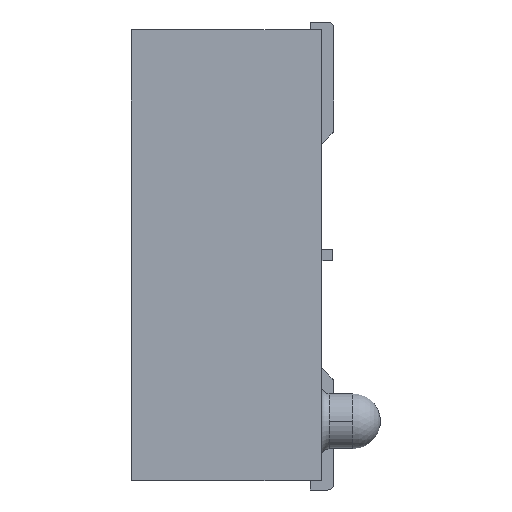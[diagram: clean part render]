
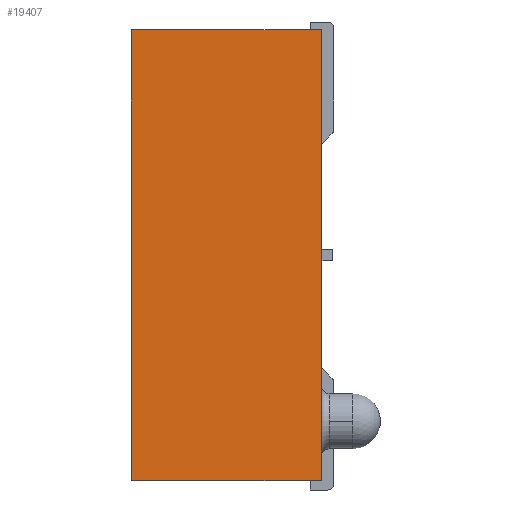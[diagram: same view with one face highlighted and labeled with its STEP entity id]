
A CAD part, left-side view. The second image highlights one B-rep face of the part: STEP entity #19407.
In plain terms, the highlighted planar face has unit normal (-1, 0, 0).
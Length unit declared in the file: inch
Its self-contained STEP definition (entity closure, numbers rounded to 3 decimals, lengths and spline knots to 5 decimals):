
#1409 = ORIENTED_EDGE ( 'NONE', *, *, #11292, .T. ) ;
#1825 = VERTEX_POINT ( 'NONE', #20647 ) ;
#3230 = PLANE ( 'NONE',  #6475 ) ;
#4017 = DIRECTION ( 'NONE',  ( 0., 0., -1. ) ) ;
#4190 = CARTESIAN_POINT ( 'NONE',  ( -0.41875, -0.06, 0.1425 ) ) ;
#4941 = LINE ( 'NONE', #27217, #30713 ) ;
#5845 = DIRECTION ( 'NONE',  ( 0., 0., 1. ) ) ;
#6475 = AXIS2_PLACEMENT_3D ( 'NONE', #26326, #21281, #5845 ) ;
#6521 = EDGE_CURVE ( 'NONE', #19355, #26485, #28662, .T. ) ;
#6879 = DIRECTION ( 'NONE',  ( 0., 0., -1. ) ) ;
#7445 = CARTESIAN_POINT ( 'NONE',  ( -0.41875, 0.06, -0.1425 ) ) ;
#7473 = ORIENTED_EDGE ( 'NONE', *, *, #6521, .F. ) ;
#8952 = EDGE_LOOP ( 'NONE', ( #7473, #20070, #24858, #22806, #1409 ) ) ;
#9179 = VERTEX_POINT ( 'NONE', #31600 ) ;
#10753 = VECTOR ( 'NONE', #21492, 39.37008 ) ;
#10806 = CARTESIAN_POINT ( 'NONE',  ( -0.41875, -0.06, -0.1425 ) ) ;
#11062 = EDGE_CURVE ( 'NONE', #29139, #1825, #13381, .T. ) ;
#11292 = EDGE_CURVE ( 'NONE', #9179, #26485, #4941, .T. ) ;
#11545 = LINE ( 'NONE', #18870, #10753 ) ;
#11966 = DIRECTION ( 'NONE',  ( 0., 1., 0. ) ) ;
#12163 = CARTESIAN_POINT ( 'NONE',  ( -0.41875, -0.06, 0.1425 ) ) ;
#13381 = LINE ( 'NONE', #16272, #18590 ) ;
#14590 = EDGE_CURVE ( 'NONE', #29139, #9179, #11545, .T. ) ;
#15363 = LINE ( 'NONE', #4190, #21441 ) ;
#15424 = EDGE_CURVE ( 'NONE', #1825, #19355, #15363, .T. ) ;
#15472 = FACE_OUTER_BOUND ( 'NONE', #8952, .T. ) ;
#16272 = CARTESIAN_POINT ( 'NONE',  ( -0.41875, -0.06, 0.1425 ) ) ;
#18590 = VECTOR ( 'NONE', #26647, 39.37008 ) ;
#18870 = CARTESIAN_POINT ( 'NONE',  ( -0.41875, -0.06, 0.1425 ) ) ;
#19355 = VERTEX_POINT ( 'NONE', #10806 ) ;
#19407 = ADVANCED_FACE ( 'NONE', ( #15472 ), #3230, .T. ) ;
#20070 = ORIENTED_EDGE ( 'NONE', *, *, #15424, .F. ) ;
#20647 = CARTESIAN_POINT ( 'NONE',  ( -0.41875, -0.06, -0.105 ) ) ;
#21281 = DIRECTION ( 'NONE',  ( -1., 0., 0. ) ) ;
#21441 = VECTOR ( 'NONE', #6879, 39.37008 ) ;
#21492 = DIRECTION ( 'NONE',  ( 0., 1., 0. ) ) ;
#21850 = VECTOR ( 'NONE', #11966, 39.37008 ) ;
#22209 = CARTESIAN_POINT ( 'NONE',  ( -0.41875, -0.06, -0.1425 ) ) ;
#22806 = ORIENTED_EDGE ( 'NONE', *, *, #14590, .T. ) ;
#24858 = ORIENTED_EDGE ( 'NONE', *, *, #11062, .F. ) ;
#26326 = CARTESIAN_POINT ( 'NONE',  ( -0.41875, -0.06, 0.1425 ) ) ;
#26485 = VERTEX_POINT ( 'NONE', #7445 ) ;
#26647 = DIRECTION ( 'NONE',  ( 0., 0., -1. ) ) ;
#27217 = CARTESIAN_POINT ( 'NONE',  ( -0.41875, 0.06, 0.1425 ) ) ;
#28662 = LINE ( 'NONE', #22209, #21850 ) ;
#29139 = VERTEX_POINT ( 'NONE', #12163 ) ;
#30713 = VECTOR ( 'NONE', #4017, 39.37008 ) ;
#31600 = CARTESIAN_POINT ( 'NONE',  ( -0.41875, 0.06, 0.1425 ) ) ;
